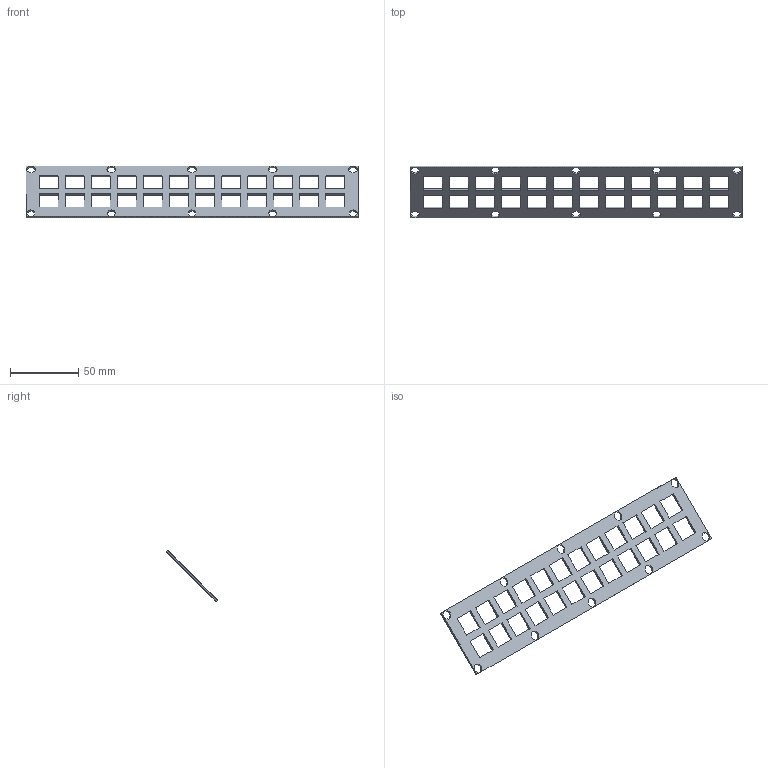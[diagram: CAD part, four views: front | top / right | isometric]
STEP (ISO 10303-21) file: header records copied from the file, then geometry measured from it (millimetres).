
FILE_DESCRIPTION(/* description */ (''),/* implementation_level */ '2;1');
FILE_NAME(/* name */ 'Switch plate function rows.step',/* time_stamp */ '2022-03-30T01:09:21+02:00',/* author */ (''),/* organization */ (''),/* preprocessor_version */ 'ST-DEVELOPER v18.1',/* originating_system */ 'Autodesk Translation Framework v10.14.0.1471',/* authorisation */ '');
FILE_SCHEMA (('AUTOMOTIVE_DESIGN { 1 0 10303 214 3 1 1 }'));
Length unit declared in the file: millimetre
Products named in the file (3): V01; Switch layer; Front wall
Assembly tree (2 placements, depth 2):
  V01
    Switch layer
    Front wall
Bounding box: 242.6 x 37.9 x 37.9 mm (x, y, z)
Volume: 11413.9 mm3; surface area: 18423.7 mm2
Topology: 1 solids, 1 shells, 302 faces, 900 edges, 600 vertices
Faces by surface type: plane 302
Entity records: 10158 total; most frequent: CARTESIAN_POINT 1807, ORIENTED_EDGE 1800, DIRECTION 1514, LINE 900, VECTOR 900, EDGE_CURVE 900, VERTEX_POINT 600, EDGE_LOOP 370
